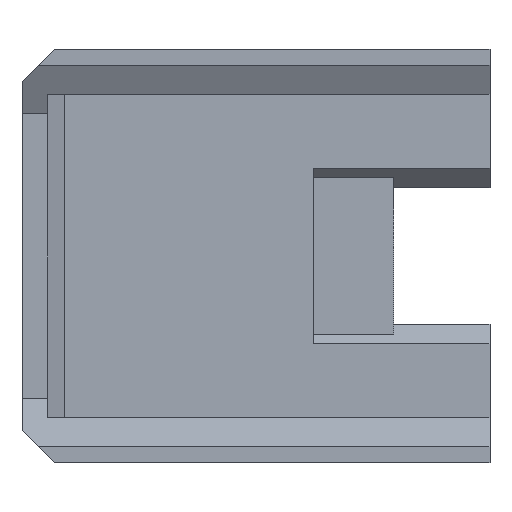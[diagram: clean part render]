
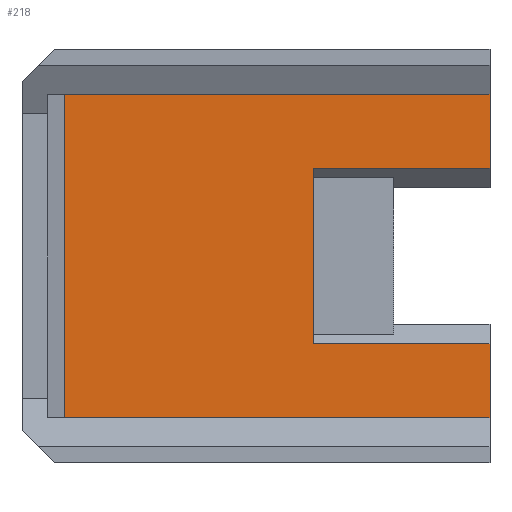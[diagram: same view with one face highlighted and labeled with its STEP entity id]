
A CAD part, front view. The second image highlights one B-rep face of the part: STEP entity #218.
In plain terms, the highlighted planar face has unit normal (0, -1, 0).
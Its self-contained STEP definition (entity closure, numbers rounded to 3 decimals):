
#11 = VECTOR ( 'NONE', #249, 1000. ) ;
#218 = ADVANCED_FACE ( 'NONE', ( #3407 ), #6616, .T. ) ;
#249 = DIRECTION ( 'NONE',  ( 0., 0., -1. ) ) ;
#351 = CARTESIAN_POINT ( 'NONE',  ( 29.1, 14., 0. ) ) ;
#369 = CARTESIAN_POINT ( 'NONE',  ( 2.656, 14., -2.656 ) ) ;
#396 = EDGE_LOOP ( 'NONE', ( #5382, #9820, #5810, #9388, #8387, #9238, #7681, #9191 ) ) ;
#512 = VERTEX_POINT ( 'NONE', #3635 ) ;
#1318 = CARTESIAN_POINT ( 'NONE',  ( 18.1, 14., -8.6 ) ) ;
#1959 = VECTOR ( 'NONE', #2323, 1000. ) ;
#1989 = CARTESIAN_POINT ( 'NONE',  ( 0., 14., 0. ) ) ;
#2083 = DIRECTION ( 'NONE',  ( -1., 0., 0. ) ) ;
#2323 = DIRECTION ( 'NONE',  ( 1., 0., 0. ) ) ;
#2482 = VERTEX_POINT ( 'NONE', #7772 ) ;
#2586 = LINE ( 'NONE', #4946, #4282 ) ;
#2894 = EDGE_CURVE ( 'NONE', #512, #3878, #2586, .T. ) ;
#2905 = LINE ( 'NONE', #3759, #3645 ) ;
#2934 = CARTESIAN_POINT ( 'NONE',  ( 0., 14., -2.656 ) ) ;
#3099 = CARTESIAN_POINT ( 'NONE',  ( 18.1, 14., -7.4 ) ) ;
#3178 = DIRECTION ( 'NONE',  ( 1., 0., 0. ) ) ;
#3385 = EDGE_CURVE ( 'NONE', #3878, #4487, #2905, .T. ) ;
#3407 = FACE_OUTER_BOUND ( 'NONE', #396, .T. ) ;
#3569 = EDGE_CURVE ( 'NONE', #2482, #9816, #3860, .T. ) ;
#3635 = CARTESIAN_POINT ( 'NONE',  ( 29.1, 14., -23.044 ) ) ;
#3645 = VECTOR ( 'NONE', #6064, 1000. ) ;
#3759 = CARTESIAN_POINT ( 'NONE',  ( 2.656, 14., 0. ) ) ;
#3860 = LINE ( 'NONE', #8608, #8288 ) ;
#3878 = VERTEX_POINT ( 'NONE', #5586 ) ;
#4096 = EDGE_CURVE ( 'NONE', #7922, #4455, #7431, .T. ) ;
#4282 = VECTOR ( 'NONE', #7345, 1000. ) ;
#4455 = VERTEX_POINT ( 'NONE', #5115 ) ;
#4487 = VERTEX_POINT ( 'NONE', #369 ) ;
#4496 = VECTOR ( 'NONE', #3178, 1000. ) ;
#4946 = CARTESIAN_POINT ( 'NONE',  ( 0., 14., -23.044 ) ) ;
#5095 = LINE ( 'NONE', #5903, #7212 ) ;
#5115 = CARTESIAN_POINT ( 'NONE',  ( 18.1, 14., -18.3 ) ) ;
#5382 = ORIENTED_EDGE ( 'NONE', *, *, #6277, .F. ) ;
#5535 = CARTESIAN_POINT ( 'NONE',  ( 29.1, 14., -7.4 ) ) ;
#5586 = CARTESIAN_POINT ( 'NONE',  ( 2.656, 14., -23.044 ) ) ;
#5810 = ORIENTED_EDGE ( 'NONE', *, *, #4096, .F. ) ;
#5903 = CARTESIAN_POINT ( 'NONE',  ( 18.1, 14., -18.3 ) ) ;
#5976 = CARTESIAN_POINT ( 'NONE',  ( 29.1, 14., -18.3 ) ) ;
#6064 = DIRECTION ( 'NONE',  ( 0., 0., 1. ) ) ;
#6194 = AXIS2_PLACEMENT_3D ( 'NONE', #1989, #9461, #9655 ) ;
#6277 = EDGE_CURVE ( 'NONE', #9184, #512, #8806, .T. ) ;
#6445 = CARTESIAN_POINT ( 'NONE',  ( 29.1, 14., -7.4 ) ) ;
#6458 = EDGE_CURVE ( 'NONE', #9184, #4455, #5095, .T. ) ;
#6616 = PLANE ( 'NONE',  #6194 ) ;
#6634 = DIRECTION ( 'NONE',  ( 0., 0., -1. ) ) ;
#6962 = DIRECTION ( 'NONE',  ( 0., 0., -1. ) ) ;
#7087 = LINE ( 'NONE', #5535, #4496 ) ;
#7212 = VECTOR ( 'NONE', #2083, 1000. ) ;
#7246 = EDGE_CURVE ( 'NONE', #7922, #9816, #7087, .T. ) ;
#7345 = DIRECTION ( 'NONE',  ( -1., 0., 0. ) ) ;
#7431 = LINE ( 'NONE', #1318, #9576 ) ;
#7553 = LINE ( 'NONE', #2934, #1959 ) ;
#7681 = ORIENTED_EDGE ( 'NONE', *, *, #3385, .F. ) ;
#7772 = CARTESIAN_POINT ( 'NONE',  ( 29.1, 14., -2.656 ) ) ;
#7922 = VERTEX_POINT ( 'NONE', #3099 ) ;
#8288 = VECTOR ( 'NONE', #6962, 1000. ) ;
#8387 = ORIENTED_EDGE ( 'NONE', *, *, #3569, .F. ) ;
#8608 = CARTESIAN_POINT ( 'NONE',  ( 29.1, 14., 0. ) ) ;
#8806 = LINE ( 'NONE', #351, #11 ) ;
#9184 = VERTEX_POINT ( 'NONE', #5976 ) ;
#9191 = ORIENTED_EDGE ( 'NONE', *, *, #2894, .F. ) ;
#9238 = ORIENTED_EDGE ( 'NONE', *, *, #9562, .F. ) ;
#9388 = ORIENTED_EDGE ( 'NONE', *, *, #7246, .T. ) ;
#9461 = DIRECTION ( 'NONE',  ( 0., -1., 0. ) ) ;
#9562 = EDGE_CURVE ( 'NONE', #4487, #2482, #7553, .T. ) ;
#9576 = VECTOR ( 'NONE', #6634, 1000. ) ;
#9655 = DIRECTION ( 'NONE',  ( 0., 0., -1. ) ) ;
#9816 = VERTEX_POINT ( 'NONE', #6445 ) ;
#9820 = ORIENTED_EDGE ( 'NONE', *, *, #6458, .T. ) ;
